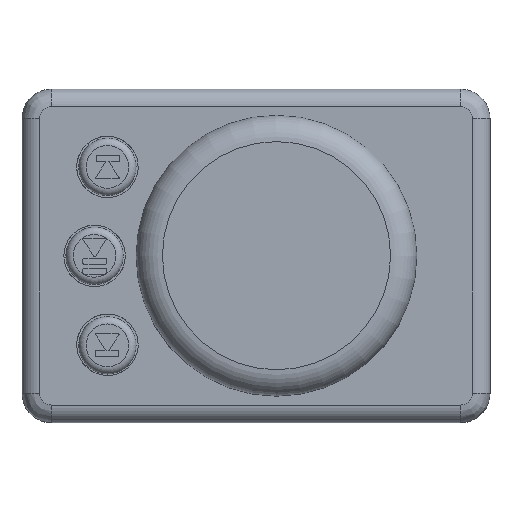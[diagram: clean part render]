
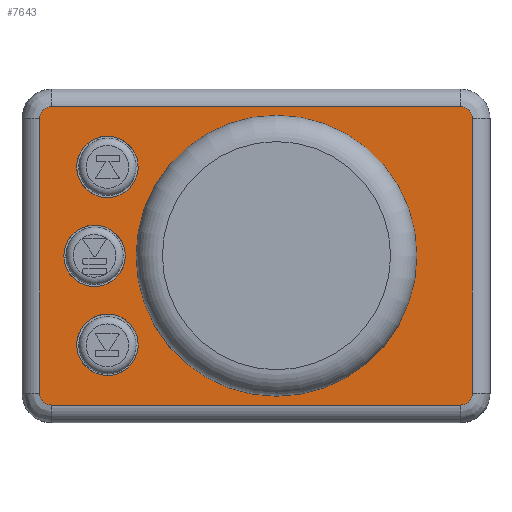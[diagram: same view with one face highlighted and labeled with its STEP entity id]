
A CAD part, top view. The second image highlights one B-rep face of the part: STEP entity #7643.
In plain terms, the highlighted planar face has unit normal (0, 0, 1).
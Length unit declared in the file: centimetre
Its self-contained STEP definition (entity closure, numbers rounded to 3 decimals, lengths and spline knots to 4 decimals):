
#240=LINE($,#11686,#927);
#332=LINE($,#12287,#1019);
#335=LINE($,#12294,#1022);
#336=LINE($,#12324,#1023);
#927=VECTOR($,#9280,4.7);
#1019=VECTOR($,#9650,4.7);
#1022=VECTOR($,#9657,7.);
#1023=VECTOR($,#9672,7.);
#1548=PLANE($,#8275);
#1770=FACE_BOUND($,#2479,.T.);
#1771=FACE_BOUND($,#2480,.T.);
#1772=FACE_BOUND($,#2481,.T.);
#1773=FACE_BOUND($,#2482,.T.);
#1774=FACE_BOUND($,#2483,.T.);
#2479=EDGE_LOOP($,(#5895));
#2480=EDGE_LOOP($,(#5896));
#2481=EDGE_LOOP($,(#5897));
#2482=EDGE_LOOP($,(#5898));
#2483=EDGE_LOOP($,(#5899,#5900,#5901,#5902,#5903,#5904,#5905,#5906));
#3000=CIRCLE($,#8255,0.2);
#3006=CIRCLE($,#8263,0.2);
#3009=CIRCLE($,#8266,0.2);
#3012=CIRCLE($,#8270,0.2);
#3013=CIRCLE($,#8276,0.525);
#3014=CIRCLE($,#8277,0.525);
#3015=CIRCLE($,#8278,0.525);
#3016=CIRCLE($,#8279,2.15);
#3406=VERTEX_POINT($,#11683);
#3407=VERTEX_POINT($,#11685);
#3546=VERTEX_POINT($,#12276);
#3547=VERTEX_POINT($,#12278);
#3550=VERTEX_POINT($,#12285);
#3551=VERTEX_POINT($,#12290);
#3554=VERTEX_POINT($,#12305);
#3556=VERTEX_POINT($,#12322);
#3557=VERTEX_POINT($,#12347);
#3558=VERTEX_POINT($,#12349);
#3559=VERTEX_POINT($,#12351);
#3560=VERTEX_POINT($,#12353);
#4228=EDGE_CURVE($,#3406,#3407,#240,.T.);
#4421=EDGE_CURVE($,#3546,#3547,#3000,.T.);
#4425=EDGE_CURVE($,#3550,#3546,#332,.T.);
#4429=EDGE_CURVE($,#3547,#3551,#335,.T.);
#4431=EDGE_CURVE($,#3554,#3550,#3006,.T.);
#4434=EDGE_CURVE($,#3551,#3406,#3009,.T.);
#4436=EDGE_CURVE($,#3556,#3554,#336,.T.);
#4439=EDGE_CURVE($,#3407,#3556,#3012,.T.);
#4445=EDGE_CURVE($,#3557,#3557,#3013,.T.);
#4446=EDGE_CURVE($,#3558,#3558,#3014,.T.);
#4447=EDGE_CURVE($,#3559,#3559,#3015,.T.);
#4448=EDGE_CURVE($,#3560,#3560,#3016,.T.);
#5895=ORIENTED_EDGE($,*,*,#4445,.T.);
#5896=ORIENTED_EDGE($,*,*,#4446,.T.);
#5897=ORIENTED_EDGE($,*,*,#4447,.T.);
#5898=ORIENTED_EDGE($,*,*,#4448,.T.);
#5899=ORIENTED_EDGE($,*,*,#4421,.F.);
#5900=ORIENTED_EDGE($,*,*,#4425,.F.);
#5901=ORIENTED_EDGE($,*,*,#4431,.F.);
#5902=ORIENTED_EDGE($,*,*,#4436,.F.);
#5903=ORIENTED_EDGE($,*,*,#4439,.F.);
#5904=ORIENTED_EDGE($,*,*,#4228,.F.);
#5905=ORIENTED_EDGE($,*,*,#4434,.F.);
#5906=ORIENTED_EDGE($,*,*,#4429,.F.);
#7643=ADVANCED_FACE($,(#1770,#1771,#1772,#1773,#1774),#1548,.F.);
#8255=AXIS2_PLACEMENT_3D($,#12279,#9640,#9641);
#8263=AXIS2_PLACEMENT_3D($,#12307,#9660,#9661);
#8266=AXIS2_PLACEMENT_3D($,#12319,#9666,#9667);
#8270=AXIS2_PLACEMENT_3D($,#12336,#9676,#9677);
#8275=AXIS2_PLACEMENT_3D($,#12346,#9691,#9692);
#8276=AXIS2_PLACEMENT_3D($,#12348,#9693,#9694);
#8277=AXIS2_PLACEMENT_3D($,#12350,#9695,#9696);
#8278=AXIS2_PLACEMENT_3D($,#12352,#9697,#9698);
#8279=AXIS2_PLACEMENT_3D($,#12354,#9699,#9700);
#9280=DIRECTION($,(0.,-1.,0.));
#9640=DIRECTION('center_axis',(0.,0.,-1.));
#9641=DIRECTION('ref_axis',(-0.707,0.707,0.));
#9650=DIRECTION($,(0.,1.,0.));
#9657=DIRECTION($,(1.,0.,0.));
#9660=DIRECTION('center_axis',(0.,0.,-1.));
#9661=DIRECTION('ref_axis',(-0.707,-0.707,0.));
#9666=DIRECTION('center_axis',(0.,0.,-1.));
#9667=DIRECTION('ref_axis',(0.707,0.707,0.));
#9672=DIRECTION($,(-1.,0.,0.));
#9676=DIRECTION('center_axis',(0.,0.,-1.));
#9677=DIRECTION('ref_axis',(0.707,-0.707,0.));
#9691=DIRECTION('center_axis',(0.,0.,-1.));
#9692=DIRECTION('ref_axis',(1.,0.,0.));
#9693=DIRECTION('center_axis',(0.,0.,-1.));
#9694=DIRECTION('ref_axis',(1.,0.,0.));
#9695=DIRECTION('center_axis',(0.,0.,-1.));
#9696=DIRECTION('ref_axis',(1.,0.,0.));
#9697=DIRECTION('center_axis',(0.,0.,-1.));
#9698=DIRECTION('ref_axis',(1.,0.,0.));
#9699=DIRECTION('center_axis',(0.,0.,-1.));
#9700=DIRECTION('ref_axis',(1.,0.,0.));
#11683=CARTESIAN_POINT('',(0.2,4.85,2.1));
#11685=CARTESIAN_POINT('',(0.2,0.15,2.1));
#11686=CARTESIAN_POINT($,(0.2,2.5,2.1));
#12276=CARTESIAN_POINT('',(-7.2,4.85,2.1));
#12278=CARTESIAN_POINT('',(-7.,5.05,2.1));
#12279=CARTESIAN_POINT('Origin',(-7.,4.85,2.1));
#12285=CARTESIAN_POINT('',(-7.2,0.15,2.1));
#12287=CARTESIAN_POINT($,(-7.2,2.5,2.1));
#12290=CARTESIAN_POINT('',(0.,5.05,2.1));
#12294=CARTESIAN_POINT($,(-3.5,5.05,2.1));
#12305=CARTESIAN_POINT('',(-7.,-0.05,2.1));
#12307=CARTESIAN_POINT('Origin',(-7.,0.15,2.1));
#12319=CARTESIAN_POINT('Origin',(0.,4.85,2.1));
#12322=CARTESIAN_POINT('',(0.,-0.05,2.1));
#12324=CARTESIAN_POINT($,(-3.5,-0.05,2.1));
#12336=CARTESIAN_POINT('Origin',(0.,0.15,2.1));
#12346=CARTESIAN_POINT('Origin',(-3.5,2.5,2.1));
#12347=CARTESIAN_POINT('',(-6.785,2.5,2.1));
#12348=CARTESIAN_POINT('Origin',(-6.26,2.5,2.1));
#12349=CARTESIAN_POINT('',(-6.565,0.98,2.1));
#12350=CARTESIAN_POINT('Origin',(-6.04,0.98,2.1));
#12351=CARTESIAN_POINT('',(-6.565,4.02,2.1));
#12352=CARTESIAN_POINT('Origin',(-6.04,4.02,2.1));
#12353=CARTESIAN_POINT('',(-5.3,2.5,2.1));
#12354=CARTESIAN_POINT('Origin',(-3.15,2.5,2.1));
